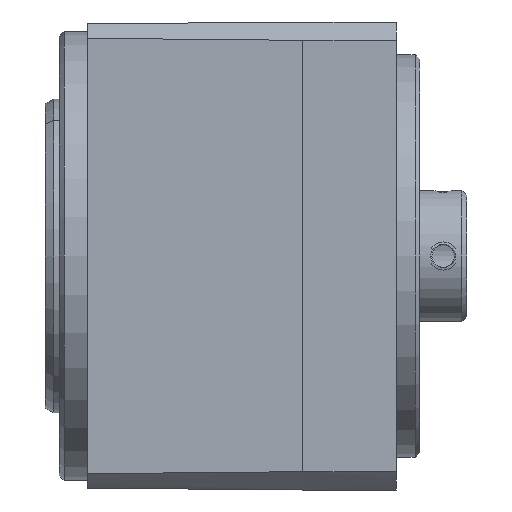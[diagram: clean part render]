
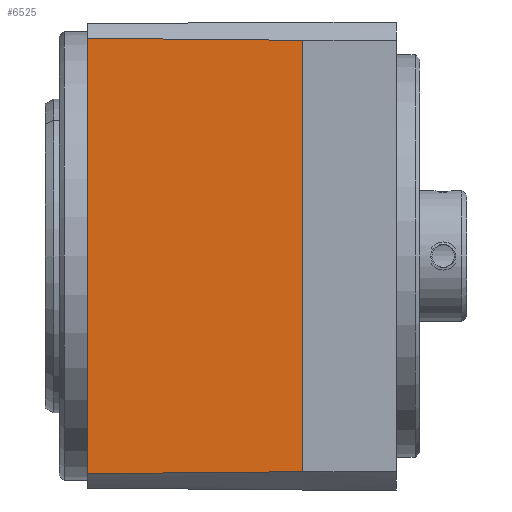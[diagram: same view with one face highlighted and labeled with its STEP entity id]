
A CAD part, front view. The second image highlights one B-rep face of the part: STEP entity #6525.
In plain terms, the highlighted planar face has unit normal (-0.009, -1, 0).
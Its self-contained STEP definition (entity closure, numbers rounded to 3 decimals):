
#5717=VERTEX_POINT('',#15470);
#6051=EDGE_CURVE('',#14161,#11773,#15855,.T.);
#6525=ADVANCED_FACE('',(#16385),#16386,.F.);
#6597=VERTEX_POINT('',#16465);
#8245=EDGE_CURVE('',#5717,#6597,#18328,.T.);
#11319=EDGE_CURVE('',#6597,#14161,#21792,.T.);
#11773=VERTEX_POINT('',#22309);
#13735=EDGE_CURVE('',#11773,#5717,#24510,.T.);
#14161=VERTEX_POINT('',#24989);
#15470=CARTESIAN_POINT('',(27.5,-25.0,-23.043));
#15855=(B_SPLINE_CURVE(2,(#27147,#27148,#27149),.UNSPECIFIED.,.F.,.F.)B_SPLINE_CURVE_WITH_KNOTS((3,3),(0.0,23.002),.UNSPECIFIED.)RATIONAL_B_SPLINE_CURVE((1.0,1.,1.0))BOUNDED_CURVE()REPRESENTATION_ITEM('')GEOMETRIC_REPRESENTATION_ITEM()CURVE());
#16385=FACE_OUTER_BOUND('',#27900,.T.);
#16386=PLANE('',#27901);
#16465=CARTESIAN_POINT('',(4.5,-24.799,-23.259));
#18328=(B_SPLINE_CURVE(2,(#30478,#30479,#30480),.UNSPECIFIED.,.F.,.F.)B_SPLINE_CURVE_WITH_KNOTS((3,3),(0.0,23.002),.UNSPECIFIED.)RATIONAL_B_SPLINE_CURVE((1.0,1.,1.0))BOUNDED_CURVE()REPRESENTATION_ITEM('')GEOMETRIC_REPRESENTATION_ITEM()CURVE());
#21792=LINE('',#35237,#35238);
#22309=CARTESIAN_POINT('',(27.5,-25.0,23.043));
#24510=LINE('',#38933,#38934);
#24989=CARTESIAN_POINT('',(4.5,-24.799,23.259));
#27147=CARTESIAN_POINT('',(4.5,-24.799,23.259));
#27148=CARTESIAN_POINT('',(16.054,-24.9,23.152));
#27149=CARTESIAN_POINT('',(27.5,-25.0,23.043));
#27900=EDGE_LOOP('',(#42500,#42501,#42502,#42503));
#27901=AXIS2_PLACEMENT_3D('',#42504,#42505,#42506);
#30478=CARTESIAN_POINT('',(27.5,-25.0,-23.043));
#30479=CARTESIAN_POINT('',(16.054,-24.9,-23.152));
#30480=CARTESIAN_POINT('',(4.5,-24.799,-23.259));
#35237=CARTESIAN_POINT('',(4.5,-24.799,12.5));
#35238=VECTOR('',#49603,1.0);
#38933=CARTESIAN_POINT('',(27.5,-25.0,0.));
#38934=VECTOR('',#53111,1.0);
#42500=ORIENTED_EDGE('',*,*,#6051,.F.);
#42501=ORIENTED_EDGE('',*,*,#11319,.F.);
#42502=ORIENTED_EDGE('',*,*,#8245,.F.);
#42503=ORIENTED_EDGE('',*,*,#13735,.F.);
#42504=CARTESIAN_POINT('',(27.5,-25.0,25.0));
#42505=DIRECTION('',(0.009,1.,0.0));
#42506=DIRECTION('',(1.,-0.009,-0.0));
#49603=DIRECTION('',(0.0,-0.0,1.0));
#53111=DIRECTION('',(0.0,-0.0,-1.0));
